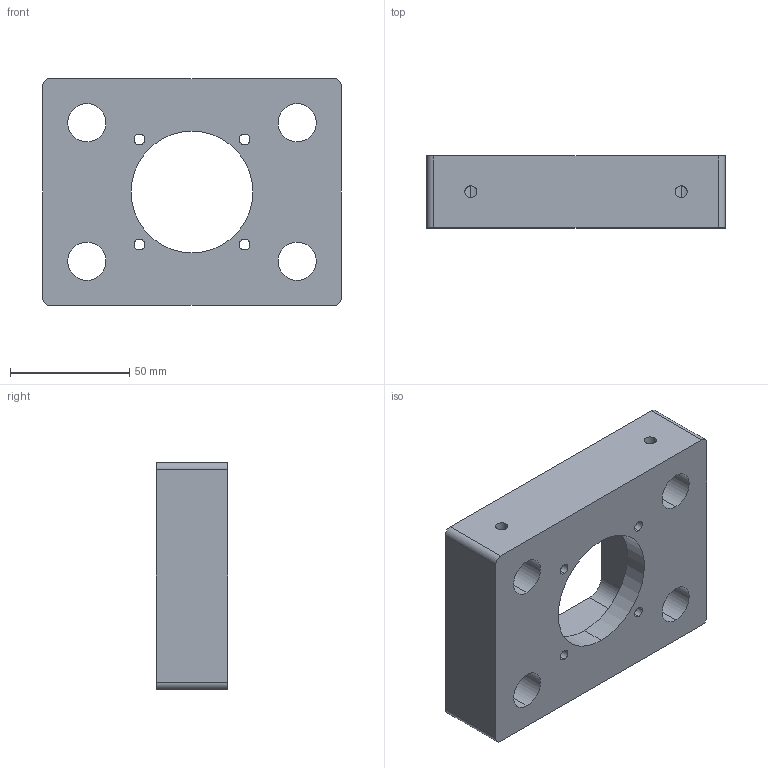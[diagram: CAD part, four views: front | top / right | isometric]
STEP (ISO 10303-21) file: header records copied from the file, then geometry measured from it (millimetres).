
FILE_DESCRIPTION (( 'STEP AP203' ), '1' );
FILE_NAME ('002-102 - Fixed Mold Plate.STEP', '2019-06-12T00:28:18', ( '' ), ( '' ), 'SwSTEP 2.0', 'SolidWorks 2015', '' );
FILE_SCHEMA (( 'CONFIG_CONTROL_DESIGN' ));
Length unit declared in the file: millimetre
Products named in the file (1): 002-102 - Fixed Mold Plate
Bounding box: 125 x 30 x 95 mm (x, y, z)
Volume: 238835.2 mm3; surface area: 44232 mm2
Topology: 1 solids, 1 shells, 45 faces, 138 edges, 92 vertices
Faces by surface type: cylinder 34, plane 11
Entity records: 1925 total; most frequent: CARTESIAN_POINT 532, ORIENTED_EDGE 276, DIRECTION 274, EDGE_CURVE 138, AXIS2_PLACEMENT_3D 106, VERTEX_POINT 92, EDGE_LOOP 68, VECTOR 62
